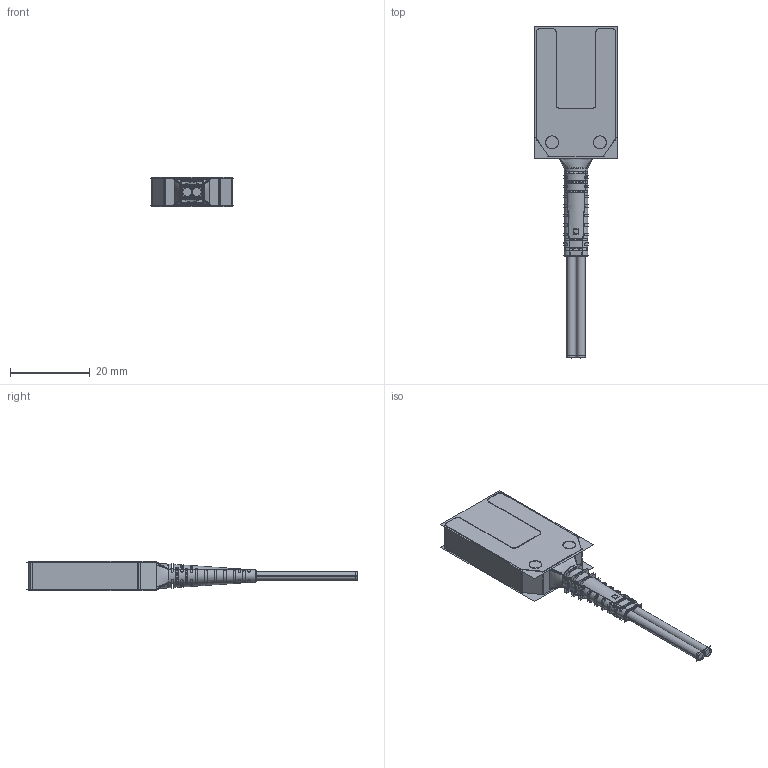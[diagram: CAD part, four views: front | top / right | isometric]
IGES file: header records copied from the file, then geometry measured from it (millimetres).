
Start section:  PTC IGES file: 192312.igs
Global section: file name: 192312.igs; native system: Creo Parametric by Parametric Technology Corporation; preprocessor: 2013230; author: pdmadmin; organization: Unknown; date: 20160309.143233; units: millimetre
Bounding box: 20.8 x 83.14 x 7.28 mm (x, y, z)
Volume: 3593.1 mm3; surface area: 12283.7 mm2
Topology: 1 solids, 1 shells, 680 faces, 3256 edges, 4028 vertices
Faces by surface type: bspline 524, revolution 156
